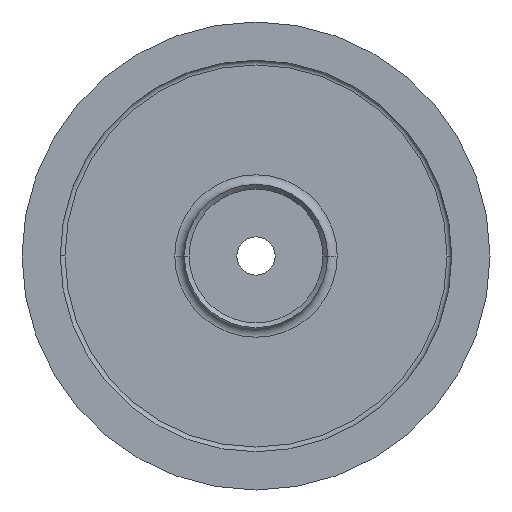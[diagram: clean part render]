
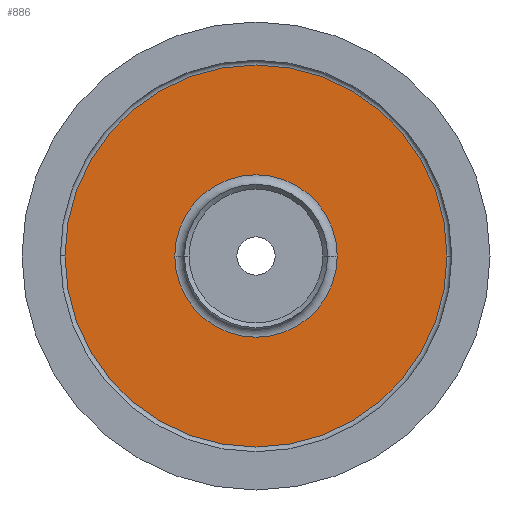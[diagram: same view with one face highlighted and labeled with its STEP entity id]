
A CAD part, front view. The second image highlights one B-rep face of the part: STEP entity #886.
In plain terms, the highlighted planar face has unit normal (0, -1, 0).
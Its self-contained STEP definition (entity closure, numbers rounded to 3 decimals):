
#28 = EDGE_CURVE ( 'NONE', #363, #150, #1306, .T. ) ;
#45 = CARTESIAN_POINT ( 'NONE',  ( 33., 5., 0. ) ) ;
#137 = EDGE_LOOP ( 'NONE', ( #359, #1008 ) ) ;
#138 = CARTESIAN_POINT ( 'NONE',  ( 24.5, 5., 0. ) ) ;
#140 = DIRECTION ( 'NONE',  ( 1., 0., 0. ) ) ;
#141 = DIRECTION ( 'NONE',  ( 0., 1., 0. ) ) ;
#150 = VERTEX_POINT ( 'NONE', #45 ) ;
#212 = ORIENTED_EDGE ( 'NONE', *, *, #278, .T. ) ;
#236 = DIRECTION ( 'NONE',  ( 0., -1., 0. ) ) ;
#237 = DIRECTION ( 'NONE',  ( 1., 0., 0. ) ) ;
#238 = CARTESIAN_POINT ( 'NONE',  ( 24.5, 5., 0. ) ) ;
#278 = EDGE_CURVE ( 'NONE', #798, #1107, #1216, .T. ) ;
#301 = AXIS2_PLACEMENT_3D ( 'NONE', #913, #949, #893 ) ;
#330 = ORIENTED_EDGE ( 'NONE', *, *, #502, .T. ) ;
#359 = ORIENTED_EDGE ( 'NONE', *, *, #1302, .T. ) ;
#363 = VERTEX_POINT ( 'NONE', #636 ) ;
#413 = AXIS2_PLACEMENT_3D ( 'NONE', #238, #236, #237 ) ;
#415 = AXIS2_PLACEMENT_3D ( 'NONE', #138, #141, #140 ) ;
#418 = AXIS2_PLACEMENT_3D ( 'NONE', #1159, #1139, #1136 ) ;
#461 = AXIS2_PLACEMENT_3D ( 'NONE', #575, #574, #573 ) ;
#502 = EDGE_CURVE ( 'NONE', #1107, #798, #1178, .T. ) ;
#573 = DIRECTION ( 'NONE',  ( 1., 0., 0. ) ) ;
#574 = DIRECTION ( 'NONE',  ( 0., 1., 0. ) ) ;
#575 = CARTESIAN_POINT ( 'NONE',  ( 24.5, 5., 0. ) ) ;
#636 = CARTESIAN_POINT ( 'NONE',  ( 16., 5., 0. ) ) ;
#705 = CIRCLE ( 'NONE', #461, 8.5 ) ;
#754 = CARTESIAN_POINT ( 'NONE',  ( 44.5, 5., 0. ) ) ;
#798 = VERTEX_POINT ( 'NONE', #1267 ) ;
#886 = ADVANCED_FACE ( 'NONE', ( #934, #924 ), #1142, .T. ) ;
#893 = DIRECTION ( 'NONE',  ( 1., 0., 0. ) ) ;
#913 = CARTESIAN_POINT ( 'NONE',  ( 24.5, 5., 0. ) ) ;
#924 = FACE_BOUND ( 'NONE', #137, .T. ) ;
#934 = FACE_OUTER_BOUND ( 'NONE', #937, .T. ) ;
#937 = EDGE_LOOP ( 'NONE', ( #330, #212 ) ) ;
#949 = DIRECTION ( 'NONE',  ( 0., -1., 0. ) ) ;
#1008 = ORIENTED_EDGE ( 'NONE', *, *, #28, .T. ) ;
#1107 = VERTEX_POINT ( 'NONE', #754 ) ;
#1136 = DIRECTION ( 'NONE',  ( 1., 0., 0. ) ) ;
#1139 = DIRECTION ( 'NONE',  ( 0., -1., 0. ) ) ;
#1142 = PLANE ( 'NONE',  #418 ) ;
#1159 = CARTESIAN_POINT ( 'NONE',  ( 4., 5., 0. ) ) ;
#1178 = CIRCLE ( 'NONE', #413, 20. ) ;
#1216 = CIRCLE ( 'NONE', #301, 20. ) ;
#1267 = CARTESIAN_POINT ( 'NONE',  ( 4.5, 5., 0. ) ) ;
#1302 = EDGE_CURVE ( 'NONE', #150, #363, #705, .T. ) ;
#1306 = CIRCLE ( 'NONE', #415, 8.5 ) ;
